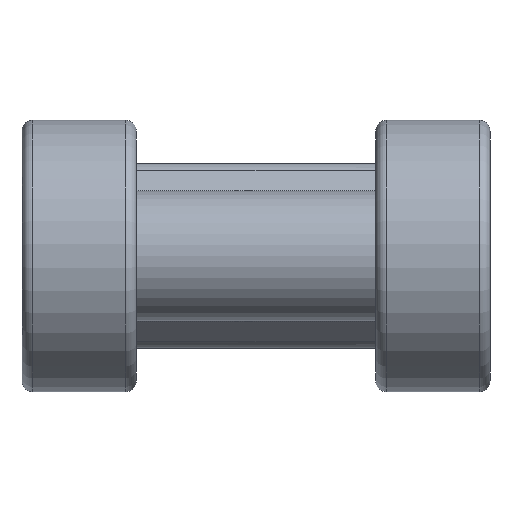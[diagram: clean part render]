
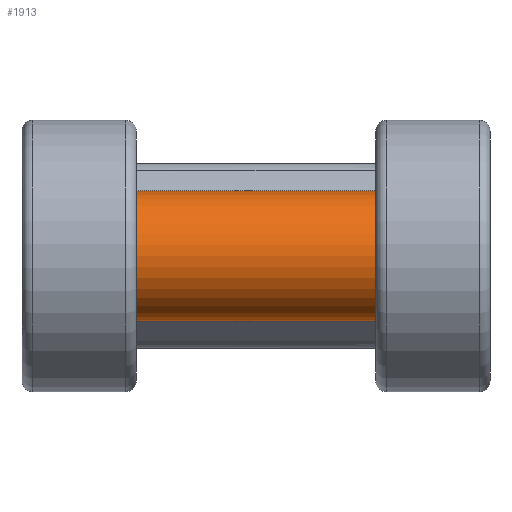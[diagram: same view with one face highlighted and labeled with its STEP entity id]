
A CAD part, front view. The second image highlights one B-rep face of the part: STEP entity #1913.
In plain terms, the highlighted cylindrical face has radius 12 mm (diameter 24 mm), a full revolution.
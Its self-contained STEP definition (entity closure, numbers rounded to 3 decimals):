
#1913=ADVANCED_FACE('',(#2285,#2286),#2239,.T.);
#2239=CYLINDRICAL_SURFACE('',#5897,12.);
#2285=FACE_BOUND('',#2323,.T.);
#2286=FACE_BOUND('',#2324,.T.);
#2323=EDGE_LOOP('',(#2681));
#2324=EDGE_LOOP('',(#2682));
#2681=ORIENTED_EDGE('',*,*,#4899,.F.);
#2682=ORIENTED_EDGE('',*,*,#4900,.T.);
#4359=VERTEX_POINT('',#7433);
#4360=VERTEX_POINT('',#7435);
#4899=EDGE_CURVE('',#4359,#4359,#5739,.T.);
#4900=EDGE_CURVE('',#4360,#4360,#5740,.T.);
#5739=CIRCLE('',#5895,12.);
#5740=CIRCLE('',#5896,12.);
#5895=AXIS2_PLACEMENT_3D('',#7432,#6262,#6263);
#5896=AXIS2_PLACEMENT_3D('',#7434,#6264,#6265);
#5897=AXIS2_PLACEMENT_3D('',#7436,#6266,#6267);
#6262=DIRECTION('',(-1.,0.,0.));
#6263=DIRECTION('',(0.,0.,1.));
#6264=DIRECTION('',(-1.,0.,0.));
#6265=DIRECTION('',(0.,0.,1.));
#6266=DIRECTION('',(1.,0.,0.));
#6267=DIRECTION('',(0.,0.,-1.));
#7432=CARTESIAN_POINT('',(-43.,25.,0.));
#7433=CARTESIAN_POINT('',(-43.,25.,12.));
#7434=CARTESIAN_POINT('',(43.,25.,0.));
#7435=CARTESIAN_POINT('',(43.,25.,12.));
#7436=CARTESIAN_POINT('',(-43.,25.,0.));
